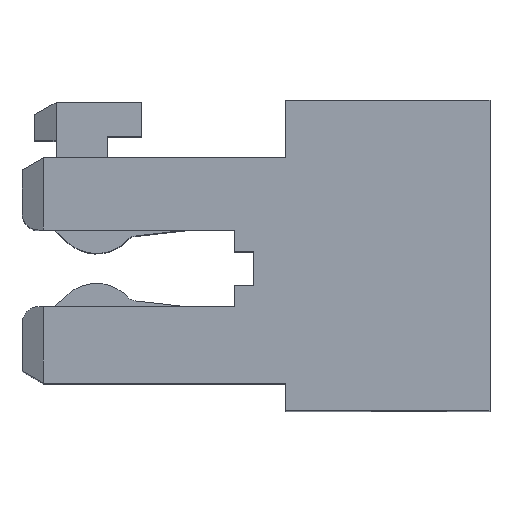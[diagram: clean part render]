
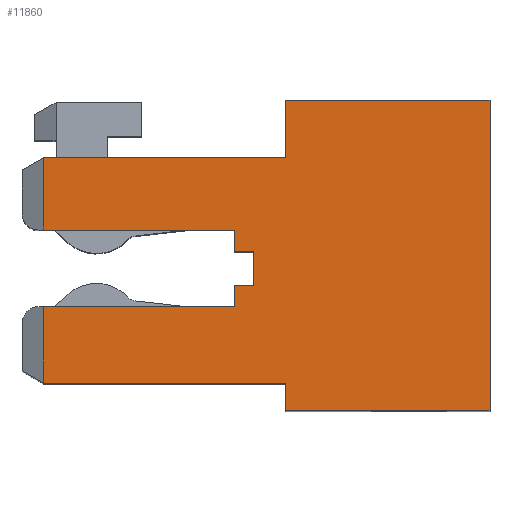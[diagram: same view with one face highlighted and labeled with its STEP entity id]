
A CAD part, top view. The second image highlights one B-rep face of the part: STEP entity #11860.
In plain terms, the highlighted face is planar.
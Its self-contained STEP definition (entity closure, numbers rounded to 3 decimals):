
#2530=CARTESIAN_POINT('',(3.05,5.8,
-8.7));
#2540=VERTEX_POINT('',#2530);
#2570=CARTESIAN_POINT('',(2.313,5.8,
-8.7));
#2580=DIRECTION('',(1.,0.,0.));
#2590=VECTOR('',#2580,1.);
#2600=LINE('',#2570,#2590);
#2610=CARTESIAN_POINT('',(3.55,5.8,
-8.7));
#2620=VERTEX_POINT('',#2610);
#2630=EDGE_CURVE('',#2540,#2620,#2600,.T.);
#5000=CARTESIAN_POINT('',(3.55,2.296,
-8.7));
#5010=DIRECTION('',(0.,-1.,0.));
#5020=VECTOR('',#5010,1.);
#5030=LINE('',#5000,#5020);
#5040=CARTESIAN_POINT('',(3.55,5.35,
-8.7));
#5050=VERTEX_POINT('',#5040);
#5060=EDGE_CURVE('',#2620,#5050,#5030,.T.);
#10420=CARTESIAN_POINT('',(1.35,10.3,-8.7));
#10430=VERTEX_POINT('',#10420);
#10690=CARTESIAN_POINT('',(7.25,0.,
-8.7));
#10700=DIRECTION('',(0.,0.,-1.));
#10710=DIRECTION('',(-1.,0.,0.));
#10720=AXIS2_PLACEMENT_3D('',#10690,#10700,#10710);
#10730=PLANE('',#10720);
#10740=CARTESIAN_POINT('',(4.85,2.296,
-8.7));
#10750=DIRECTION('',(0.,1.,0.));
#10760=VECTOR('',#10750,1.);
#10770=LINE('',#10740,#10760);
#10780=CARTESIAN_POINT('',(4.85,5.8,
-8.7));
#10790=VERTEX_POINT('',#10780);
#10800=CARTESIAN_POINT('',(4.85,10.3,-8.7));
#10810=VERTEX_POINT('',#10800);
#10820=EDGE_CURVE('',#10790,#10810,#10770,.T.);
#10830=ORIENTED_EDGE('',*,*,#10820,.T.);
#10840=CARTESIAN_POINT('',(2.313,5.8,
-8.7));
#10850=DIRECTION('',(1.,0.,0.));
#10860=VECTOR('',#10850,1.);
#10870=LINE('',#10840,#10860);
#10880=CARTESIAN_POINT('',(4.35,5.8,
-8.7));
#10890=VERTEX_POINT('',#10880);
#10900=EDGE_CURVE('',#10890,#10790,#10870,.T.);
#10910=ORIENTED_EDGE('',*,*,#10900,.T.);
#10920=CARTESIAN_POINT('',(4.35,2.296,
-8.7));
#10930=DIRECTION('',(0.,1.,0.));
#10940=VECTOR('',#10930,1.);
#10950=LINE('',#10920,#10940);
#10960=CARTESIAN_POINT('',(4.35,5.35,
-8.7));
#10970=VERTEX_POINT('',#10960);
#10980=EDGE_CURVE('',#10970,#10890,#10950,.T.);
#10990=ORIENTED_EDGE('',*,*,#10980,.T.);
#11000=CARTESIAN_POINT('',(2.313,5.35,
-8.7));
#11010=DIRECTION('',(-1.,0.,0.));
#11020=VECTOR('',#11010,1.);
#11030=LINE('',#11000,#11020);
#11040=EDGE_CURVE('',#10970,#5050,#11030,.T.);
#11050=ORIENTED_EDGE('',*,*,#11040,.F.);
#11060=ORIENTED_EDGE('',*,*,#5060,.T.);
#11070=ORIENTED_EDGE('',*,*,#2630,.T.);
#11080=CARTESIAN_POINT('',(3.05,2.296,
-8.7));
#11090=DIRECTION('',(0.,-1.,0.));
#11100=VECTOR('',#11090,1.);
#11110=LINE('',#11080,#11100);
#11120=CARTESIAN_POINT('',(3.05,10.3,-8.7));
#11130=VERTEX_POINT('',#11120);
#11140=EDGE_CURVE('',#11130,#2540,#11110,.T.);
#11150=ORIENTED_EDGE('',*,*,#11140,.T.);
#11160=CARTESIAN_POINT('',(2.313,10.3,-8.7));
#11170=DIRECTION('',(1.,0.,0.));
#11180=VECTOR('',#11170,1.);
#11190=LINE('',#11160,#11180);
#11200=EDGE_CURVE('',#10430,#11130,#11190,.T.);
#11210=ORIENTED_EDGE('',*,*,#11200,.T.);
#11220=CARTESIAN_POINT('',(1.35,2.296,
-8.7));
#11230=DIRECTION('',(0.,1.,0.));
#11240=VECTOR('',#11230,1.);
#11250=LINE('',#11220,#11240);
#11260=CARTESIAN_POINT('',(1.35,4.6,
-8.7));
#11270=VERTEX_POINT('',#11260);
#11280=EDGE_CURVE('',#11270,#10430,#11250,.T.);
#11290=ORIENTED_EDGE('',*,*,#11280,.T.);
#11300=CARTESIAN_POINT('',(2.313,4.6,
-8.7));
#11310=DIRECTION('',(-1.,0.,0.));
#11320=VECTOR('',#11310,1.);
#11330=LINE('',#11300,#11320);
#11340=CARTESIAN_POINT('',(0.,4.6,
-8.7));
#11350=VERTEX_POINT('',#11340);
#11360=EDGE_CURVE('',#11270,#11350,#11330,.T.);
#11370=ORIENTED_EDGE('',*,*,#11360,.F.);
#11380=CARTESIAN_POINT('',(0.,2.296,
-8.7));
#11390=DIRECTION('',(0.,-1.,0.));
#11400=VECTOR('',#11390,1.);
#11410=LINE('',#11380,#11400);
#11420=CARTESIAN_POINT('',(0.,-0.2,
-8.7));
#11430=VERTEX_POINT('',#11420);
#11440=EDGE_CURVE('',#11350,#11430,#11410,.T.);
#11450=ORIENTED_EDGE('',*,*,#11440,.F.);
#11460=CARTESIAN_POINT('',(2.313,-0.2,
-8.7));
#11470=DIRECTION('',(1.,0.,0.));
#11480=VECTOR('',#11470,1.);
#11490=LINE('',#11460,#11480);
#11500=CARTESIAN_POINT('',(7.3,-0.2,-8.7));
#11510=VERTEX_POINT('',#11500);
#11520=EDGE_CURVE('',#11430,#11510,#11490,.T.);
#11530=ORIENTED_EDGE('',*,*,#11520,.F.);
#11540=CARTESIAN_POINT('',(7.3,2.296,
-8.7));
#11550=DIRECTION('',(0.,1.,0.));
#11560=VECTOR('',#11550,1.);
#11570=LINE('',#11540,#11560);
#11580=CARTESIAN_POINT('',(7.3,4.6,
-8.7));
#11590=VERTEX_POINT('',#11580);
#11600=EDGE_CURVE('',#11510,#11590,#11570,.T.);
#11610=ORIENTED_EDGE('',*,*,#11600,.F.);
#11620=CARTESIAN_POINT('',(2.313,4.6,
-8.7));
#11630=DIRECTION('',(1.,0.,0.));
#11640=VECTOR('',#11630,1.);
#11650=LINE('',#11620,#11640);
#11660=CARTESIAN_POINT('',(6.65,4.6,
-8.7));
#11670=VERTEX_POINT('',#11660);
#11680=EDGE_CURVE('',#11670,#11590,#11650,.T.);
#11690=ORIENTED_EDGE('',*,*,#11680,.T.);
#11700=CARTESIAN_POINT('',(6.65,2.296,
-8.7));
#11710=DIRECTION('',(0.,1.,0.));
#11720=VECTOR('',#11710,1.);
#11730=LINE('',#11700,#11720);
#11740=CARTESIAN_POINT('',(6.65,10.3,-8.7));
#11750=VERTEX_POINT('',#11740);
#11760=EDGE_CURVE('',#11670,#11750,#11730,.T.);
#11770=ORIENTED_EDGE('',*,*,#11760,.F.);
#11780=CARTESIAN_POINT('',(2.313,10.3,-8.7));
#11790=DIRECTION('',(1.,0.,0.));
#11800=VECTOR('',#11790,1.);
#11810=LINE('',#11780,#11800);
#11820=EDGE_CURVE('',#10810,#11750,#11810,.T.);
#11830=ORIENTED_EDGE('',*,*,#11820,.T.);
#11840=EDGE_LOOP('',(#11830,#11770,#11690,#11610,#11530,#11450,#11370,
#11290,#11210,#11150,#11070,#11060,#11050,#10990,#10910,#10830));
#11850=FACE_OUTER_BOUND('',#11840,.T.);
#11860=ADVANCED_FACE('',(#11850),#10730,.T.);
